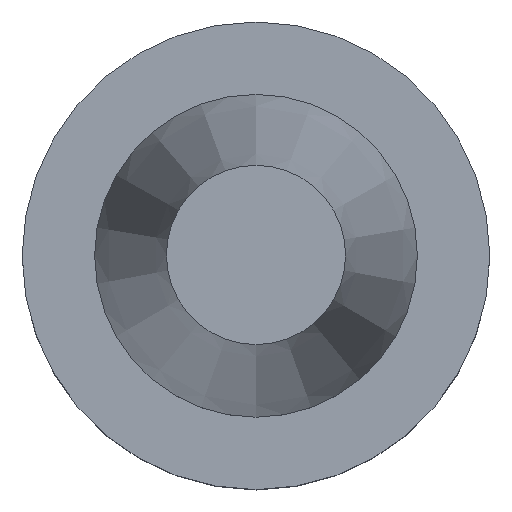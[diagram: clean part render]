
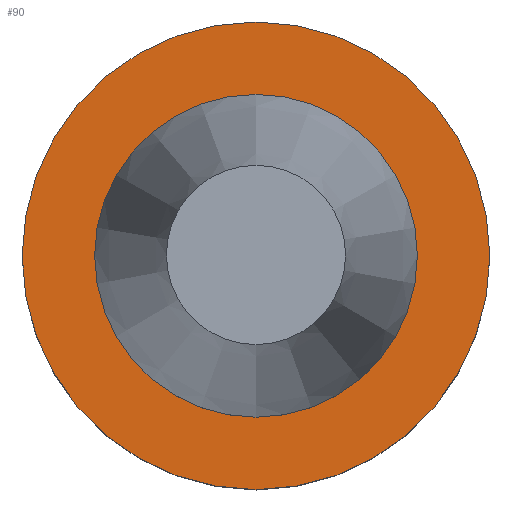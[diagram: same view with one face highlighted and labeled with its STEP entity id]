
A CAD part, top view. The second image highlights one B-rep face of the part: STEP entity #90.
In plain terms, the highlighted planar face has unit normal (0, 0, 1).
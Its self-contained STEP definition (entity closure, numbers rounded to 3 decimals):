
#90=ADVANCED_FACE('',(#136,#137),#138,.T.);
#136=FACE_OUTER_BOUND('',#185,.T.);
#137=FACE_BOUND('',#186,.T.);
#138=PLANE('',#187);
#185=EDGE_LOOP('',(#264));
#186=EDGE_LOOP('',(#265));
#187=AXIS2_PLACEMENT_3D('',#266,#267,#268);
#264=ORIENTED_EDGE('',*,*,#289,.F.);
#265=ORIENTED_EDGE('',*,*,#288,.T.);
#266=CARTESIAN_POINT('',(0.,19.438,-1.));
#267=DIRECTION('',(0.,0.,1.0));
#268=DIRECTION('',(0.,-1.0,0.));
#288=EDGE_CURVE('',#318,#318,#319,.T.);
#289=EDGE_CURVE('',#320,#320,#321,.T.);
#318=VERTEX_POINT('',#350);
#319=CIRCLE('',#351,15.875);
#320=VERTEX_POINT('',#352);
#321=CIRCLE('',#353,23.0);
#350=CARTESIAN_POINT('',(0.,15.875,-1.));
#351=AXIS2_PLACEMENT_3D('',#396,#397,#398);
#352=CARTESIAN_POINT('',(0.,23.0,-1.));
#353=AXIS2_PLACEMENT_3D('',#399,#400,#401);
#396=CARTESIAN_POINT('',(0.,0.,-1.0));
#397=DIRECTION('',(0.,0.,-1.0));
#398=DIRECTION('',(0.,1.0,0.));
#399=CARTESIAN_POINT('',(0.,0.,-1.0));
#400=DIRECTION('',(0.,0.,-1.0));
#401=DIRECTION('',(0.,1.0,0.));
